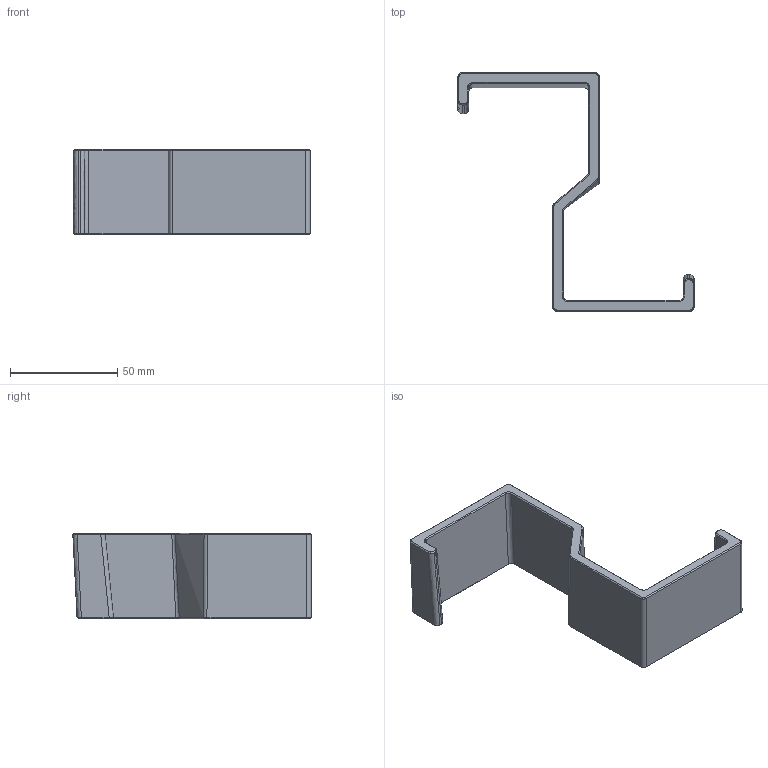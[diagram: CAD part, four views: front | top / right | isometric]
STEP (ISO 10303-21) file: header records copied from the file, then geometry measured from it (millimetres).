
FILE_DESCRIPTION(('FreeCAD Model'),'2;1');
FILE_NAME('Open CASCADE Shape Model','2023-12-03T21:44:01',(''),(''), 'Open CASCADE STEP processor 7.6','FreeCAD','Unknown');
FILE_SCHEMA(('AUTOMOTIVE_DESIGN { 1 0 10303 214 1 1 1 1 }'));
Length unit declared in the file: millimetre
Products named in the file (1): Body
Bounding box: 110 x 110.97 x 40 mm (x, y, z)
Volume: 52169.9 mm3; surface area: 23256.3 mm2
Topology: 1 solids, 1 shells, 98 faces, 224 edges, 128 vertices
Faces by surface type: bspline 54, plane 44
Entity records: 10472 total; most frequent: CARTESIAN_POINT 6609, DIRECTION 456, ORIENTED_EDGE 448, PCURVE 448, DEFINITIONAL_REPRESENTATION 448, LINE 366, VECTOR 366, B_SPLINE_CURVE_WITH_KNOTS 306
